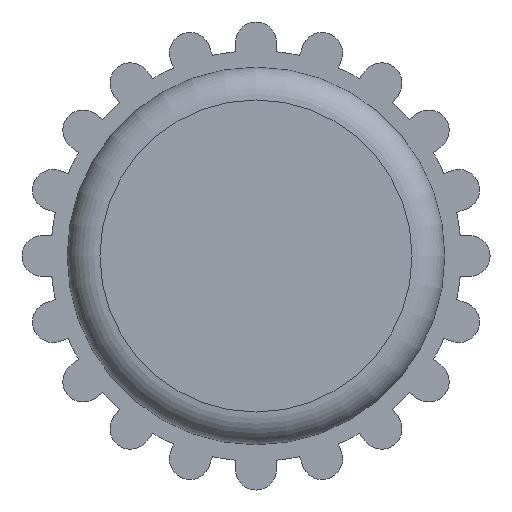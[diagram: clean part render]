
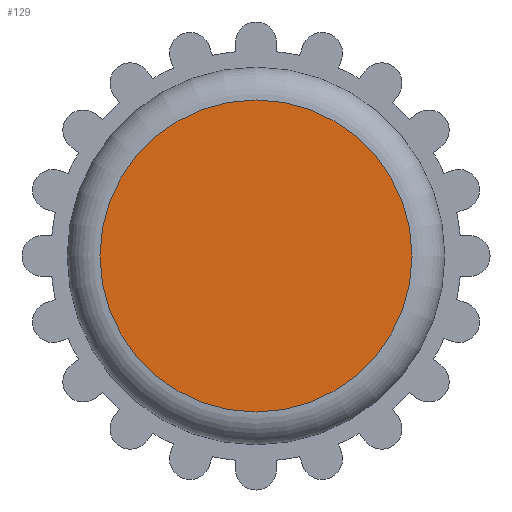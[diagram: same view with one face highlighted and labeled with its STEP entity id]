
A CAD part, front view. The second image highlights one B-rep face of the part: STEP entity #129.
In plain terms, the highlighted planar face has unit normal (0, -1, 0).
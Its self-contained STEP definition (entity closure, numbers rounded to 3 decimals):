
#129 = ADVANCED_FACE( '', ( #329 ), #330, .F. );
#329 = FACE_OUTER_BOUND( '', #602, .T. );
#330 = PLANE( '', #603 );
#602 = EDGE_LOOP( '', ( #914 ) );
#603 = AXIS2_PLACEMENT_3D( '', #915, #916, #917 );
#914 = ORIENTED_EDGE( '', *, *, #1724, .T. );
#915 = CARTESIAN_POINT( '', ( 9.5, 0., 0. ) );
#916 = DIRECTION( '', ( 0., 1., 0. ) );
#917 = DIRECTION( '', ( 0., 0., 1. ) );
#1724 = EDGE_CURVE( '', #2090, #2090, #2091, .T. );
#2090 = VERTEX_POINT( '', #2614 );
#2091 = CIRCLE( '', #2615, 9.5 );
#2614 = CARTESIAN_POINT( '', ( 0., 0., -9.5 ) );
#2615 = AXIS2_PLACEMENT_3D( '', #3216, #3217, #3218 );
#3216 = CARTESIAN_POINT( '', ( 0., 0., 0. ) );
#3217 = DIRECTION( '', ( 0., -1., 0. ) );
#3218 = DIRECTION( '', ( 0., 0., -1. ) );
